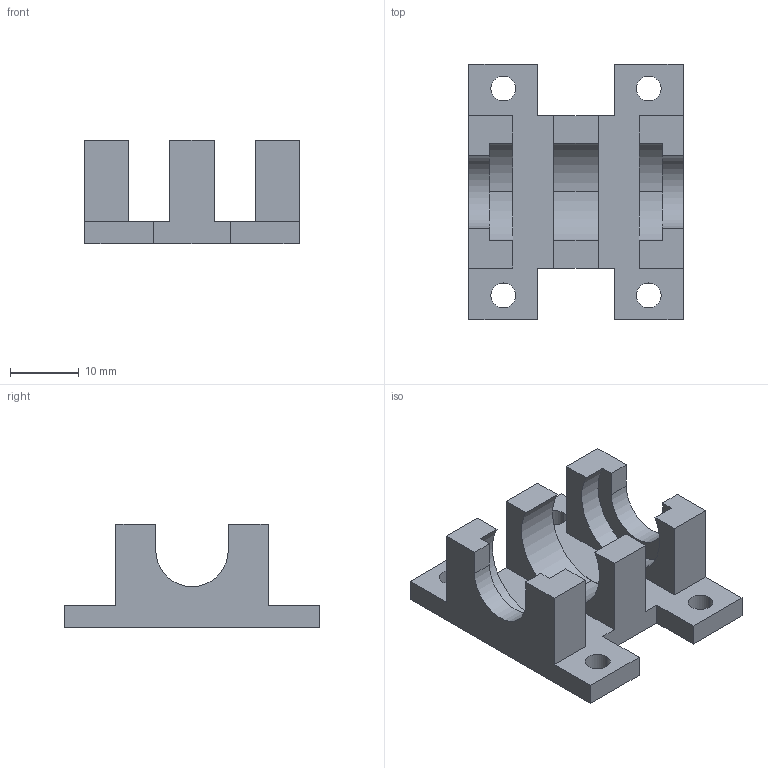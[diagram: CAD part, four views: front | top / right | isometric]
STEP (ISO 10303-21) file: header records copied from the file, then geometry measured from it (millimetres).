
FILE_DESCRIPTION (( 'STEP AP214' ), '1' );
FILE_NAME ('lm8uu-bearing_mount.STEP', '2015-07-19T20:03:22', ( '' ), ( '' ), 'SwSTEP 2.0', 'SolidWorks 2015', '' );
FILE_SCHEMA (( 'AUTOMOTIVE_DESIGN' ));
Length unit declared in the file: millimetre
Products named in the file (1): lm8uu-bearing_mount
Bounding box: 31.1 x 37 x 14.97 mm (x, y, z)
Volume: 5435.4 mm3; surface area: 4259.8 mm2
Topology: 1 solids, 1 shells, 55 faces, 151 edges, 98 vertices
Faces by surface type: plane 39, cylinder 16
Entity records: 1783 total; most frequent: CARTESIAN_POINT 305, ORIENTED_EDGE 302, DIRECTION 295, EDGE_CURVE 151, LINE 119, VECTOR 119, VERTEX_POINT 98, AXIS2_PLACEMENT_3D 88
